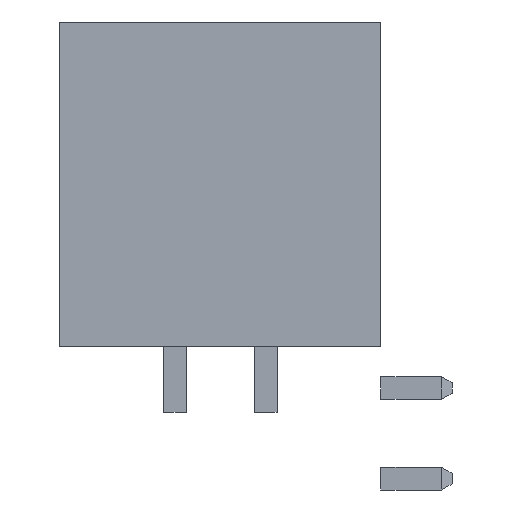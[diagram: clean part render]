
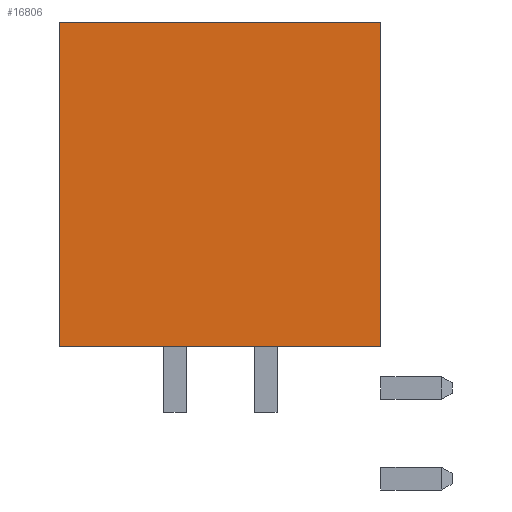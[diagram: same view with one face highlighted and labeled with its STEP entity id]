
A CAD part, left-side view. The second image highlights one B-rep face of the part: STEP entity #16806.
In plain terms, the highlighted planar face has unit normal (-1, 0, 0).
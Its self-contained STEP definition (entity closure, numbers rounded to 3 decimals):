
#16767 = CARTESIAN_POINT ( 'NONE',  ( -40.63, 0., 3.7 ) ) ;
#16768 = VERTEX_POINT ( 'NONE', #16767 ) ;
#16769 = CARTESIAN_POINT ( 'NONE',  ( -40.63, 0., 12.8 ) ) ;
#16770 = VERTEX_POINT ( 'NONE', #16769 ) ;
#16771 = CARTESIAN_POINT ( 'NONE',  ( -40.63, 0., 3.7 ) ) ;
#16772 = DIRECTION ( 'NONE',  ( 0., 0., 1. ) ) ;
#16773 = VECTOR ( 'NONE', #16772, 1000. ) ;
#16774 = LINE ( 'NONE', #16771, #16773 ) ;
#16775 = EDGE_CURVE ( 'NONE', #16768, #16770, #16774, .T. ) ;
#16776 = ORIENTED_EDGE ( 'NONE', *, *, #16775, .T. ) ;
#16777 = CARTESIAN_POINT ( 'NONE',  ( -40.63, 9., 12.8 ) ) ;
#16778 = VERTEX_POINT ( 'NONE', #16777 ) ;
#16779 = CARTESIAN_POINT ( 'NONE',  ( -40.63, 9., 12.8 ) ) ;
#16780 = DIRECTION ( 'NONE',  ( 0., -1., 0. ) ) ;
#16781 = VECTOR ( 'NONE', #16780, 1000. ) ;
#16782 = LINE ( 'NONE', #16779, #16781 ) ;
#16783 = EDGE_CURVE ( 'NONE', #16778, #16770, #16782, .T. ) ;
#16784 = ORIENTED_EDGE ( 'NONE', *, *, #16783, .F. ) ;
#16785 = CARTESIAN_POINT ( 'NONE',  ( -40.63, 9., 3.7 ) ) ;
#16786 = VERTEX_POINT ( 'NONE', #16785 ) ;
#16787 = CARTESIAN_POINT ( 'NONE',  ( -40.63, 9., 3.7 ) ) ;
#16788 = DIRECTION ( 'NONE',  ( 0., 0., 1. ) ) ;
#16789 = VECTOR ( 'NONE', #16788, 1000. ) ;
#16790 = LINE ( 'NONE', #16787, #16789 ) ;
#16791 = EDGE_CURVE ( 'NONE', #16786, #16778, #16790, .T. ) ;
#16792 = ORIENTED_EDGE ( 'NONE', *, *, #16791, .F. ) ;
#16793 = CARTESIAN_POINT ( 'NONE',  ( -40.63, 9., 3.7 ) ) ;
#16794 = DIRECTION ( 'NONE',  ( 0., -1., 0. ) ) ;
#16795 = VECTOR ( 'NONE', #16794, 1000. ) ;
#16796 = LINE ( 'NONE', #16793, #16795 ) ;
#16797 = EDGE_CURVE ( 'NONE', #16786, #16768, #16796, .T. ) ;
#16798 = ORIENTED_EDGE ( 'NONE', *, *, #16797, .T. ) ;
#16799 = EDGE_LOOP ( 'NONE', ( #16776, #16784, #16792, #16798 ) ) ;
#16800 = FACE_OUTER_BOUND ( 'NONE', #16799, .T. ) ;
#16801 = CARTESIAN_POINT ( 'NONE',  ( -40.63, 9., 3.7 ) ) ;
#16802 = DIRECTION ( 'NONE',  ( 1., 0., 0. ) ) ;
#16803 = DIRECTION ( 'NONE',  ( 0., 0., -1. ) ) ;
#16804 = AXIS2_PLACEMENT_3D ( 'NONE', #16801, #16802, #16803 ) ;
#16805 = PLANE ( 'NONE', #16804 ) ;
#16806 = ADVANCED_FACE ( 'NONE', ( #16800 ), #16805, .F. ) ;
